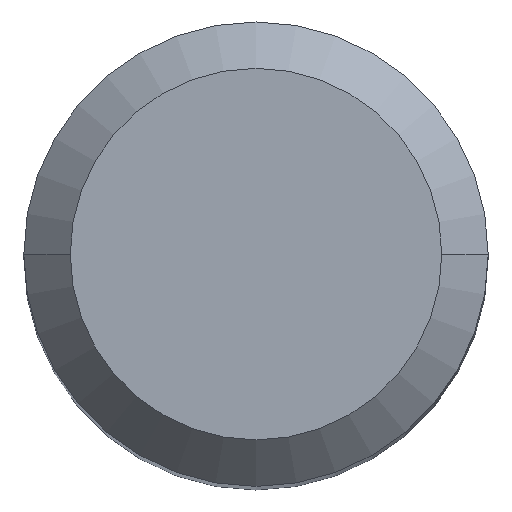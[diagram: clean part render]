
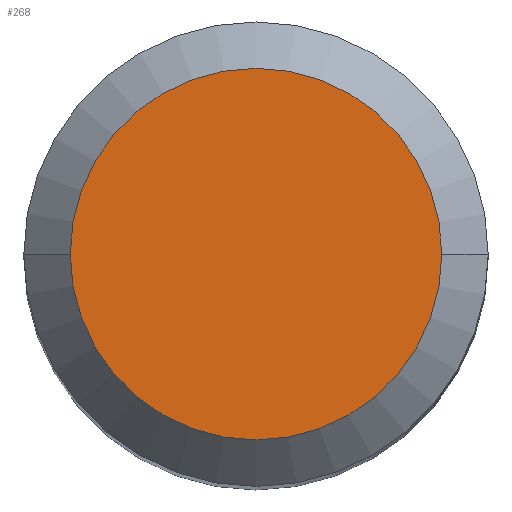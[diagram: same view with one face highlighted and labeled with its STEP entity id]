
A CAD part, top view. The second image highlights one B-rep face of the part: STEP entity #268.
In plain terms, the highlighted planar face has unit normal (0, 0, 1).
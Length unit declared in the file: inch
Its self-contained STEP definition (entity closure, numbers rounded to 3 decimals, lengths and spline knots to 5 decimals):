
#5 = ORIENTED_EDGE ( 'NONE', *, *, #151, .T. ) ;
#22 = DIRECTION ( 'NONE',  ( 0., 0., 1. ) ) ;
#31 = DIRECTION ( 'NONE',  ( 0., 0., -1. ) ) ;
#65 = CARTESIAN_POINT ( 'NONE',  ( 0., 0., 0. ) ) ;
#93 = EDGE_CURVE ( 'NONE', #477, #119, #155, .T. ) ;
#119 = VERTEX_POINT ( 'NONE', #363 ) ;
#132 = AXIS2_PLACEMENT_3D ( 'NONE', #253, #22, #463 ) ;
#141 = CARTESIAN_POINT ( 'NONE',  ( 0., 0., 0. ) ) ;
#151 = EDGE_CURVE ( 'NONE', #119, #477, #473, .T. ) ;
#155 = CIRCLE ( 'NONE', #132, 0.15748 ) ;
#167 = CARTESIAN_POINT ( 'NONE',  ( 0.15748, 0., 0. ) ) ;
#253 = CARTESIAN_POINT ( 'NONE',  ( 0., 0., 0. ) ) ;
#255 = DIRECTION ( 'NONE',  ( 1., 0., 0. ) ) ;
#261 = ORIENTED_EDGE ( 'NONE', *, *, #93, .T. ) ;
#262 = AXIS2_PLACEMENT_3D ( 'NONE', #65, #445, #255 ) ;
#268 = ADVANCED_FACE ( 'NONE', ( #485 ), #480, .F. ) ;
#275 = EDGE_LOOP ( 'NONE', ( #5, #261 ) ) ;
#295 = DIRECTION ( 'NONE',  ( -1., 0., 0. ) ) ;
#339 = AXIS2_PLACEMENT_3D ( 'NONE', #141, #31, #295 ) ;
#363 = CARTESIAN_POINT ( 'NONE',  ( -0.15748, 0., 0. ) ) ;
#445 = DIRECTION ( 'NONE',  ( 0., 0., 1. ) ) ;
#463 = DIRECTION ( 'NONE',  ( 1., 0., 0. ) ) ;
#473 = CIRCLE ( 'NONE', #262, 0.15748 ) ;
#477 = VERTEX_POINT ( 'NONE', #167 ) ;
#480 = PLANE ( 'NONE',  #339 ) ;
#485 = FACE_OUTER_BOUND ( 'NONE', #275, .T. ) ;
